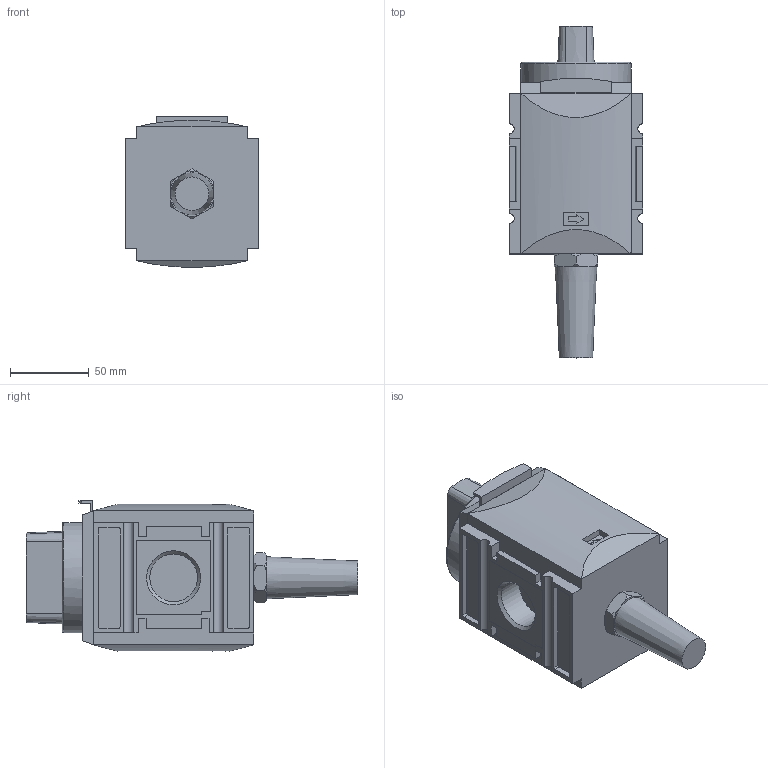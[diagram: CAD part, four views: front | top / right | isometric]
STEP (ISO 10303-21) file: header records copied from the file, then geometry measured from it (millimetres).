
FILE_DESCRIPTION( ( 'STEP AP214' ), ' ' );
FILE_NAME( '94004.GG00.stp', '2017-01-20T15:58:04', ( '' ), ( '' ), ' ', 'PARTsolutions', ' ' );
FILE_SCHEMA( ( 'AUTOMOTIVE_DESIGN { 1 0 10303 214 1 1 1 1 }' ) );
Length unit declared in the file: millimetre
Products named in the file (3): 94004.GG00; _FU 984G 1000-1; _SD.44-13G 3/4_SD
Assembly tree (2 placements, depth 2):
  94004.GG00
    _FU 984G 1000-1
    _SD.44-13G 3/4_SD
Bounding box: 85 x 210.7 x 95.52 mm (x, y, z)
Volume: 845433.5 mm3; surface area: 79193 mm2
Topology: 2 solids, 2 shells, 238 faces, 618 edges, 406 vertices
Faces by surface type: plane 169, cylinder 45, cone 23, torus 1
Full cylindrical faces by diameter (mm): 24.117 x1, 24.12 x1, 26.441 x1, 30.291 x2, 37 x1, 42 x1, 70 x1
Entity records: 9126 total; most frequent: CARTESIAN_POINT 1339, ORIENTED_EDGE 1200, DIRECTION 1186, EDGE_CURVE 600, LINE 448, VECTOR 448, VERTEX_POINT 402, AXIS2_PLACEMENT_3D 369
